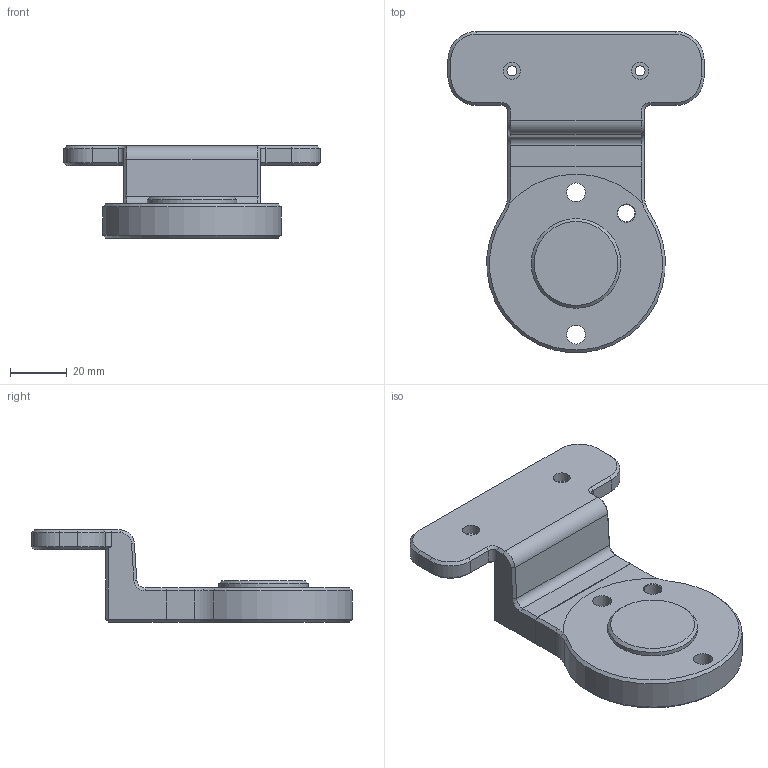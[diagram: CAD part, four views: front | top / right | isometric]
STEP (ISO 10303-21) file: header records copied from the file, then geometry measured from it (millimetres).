
FILE_DESCRIPTION(/* description */ ('FreeCAD Model'),/* implementation_level */ '2;1');
FILE_NAME(/* name */ 'franka-realsense-mount.step',/* time_stamp */ '2019-11-20T08:30:41+01:00',/* author */ ('NILY'),/* organization */ (''),/* preprocessor_version */ 'ST-DEVELOPER v18',/* originating_system */ 'Autodesk Inventor 2020',/* authorisation */ 'Unknown');
FILE_SCHEMA (('AUTOMOTIVE_DESIGN { 1 0 10303 214 3 1 1 }'));
Length unit declared in the file: millimetre
Products named in the file (1): franka-realsense-mount
Bounding box: 90 x 112.78 x 32.42 mm (x, y, z)
Volume: 76118.6 mm3; surface area: 20151.2 mm2
Topology: 1 solids, 1 shells, 108 faces, 256 edges, 154 vertices
Faces by surface type: plane 58, cone 28, cylinder 20, bspline 2
Full cylindrical faces by diameter (mm): 3.5 x2, 6 x3, 6.6 x2, 31.5 x1, 32.3 x1
Entity records: 3165 total; most frequent: CARTESIAN_POINT 570, DIRECTION 552, ORIENTED_EDGE 512, EDGE_CURVE 256, AXIS2_PLACEMENT_3D 197, LINE 158, VECTOR 158, VERTEX_POINT 154
